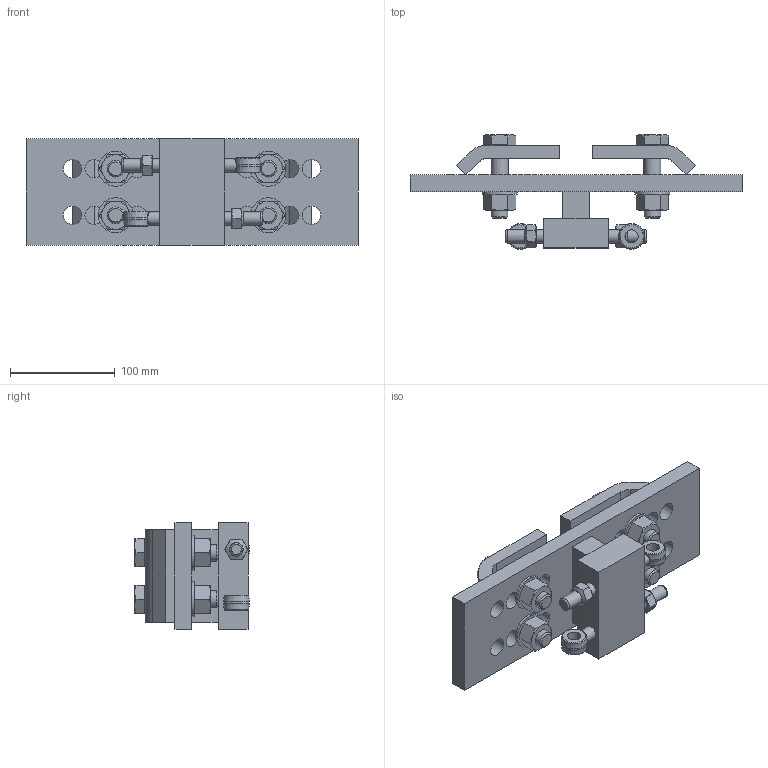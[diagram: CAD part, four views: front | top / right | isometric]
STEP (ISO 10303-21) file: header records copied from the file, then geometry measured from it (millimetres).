
FILE_DESCRIPTION((''),'2;1');
FILE_NAME('27072 PARALLEL RIGID MOUNT HANGER FOR BEAMS 4 TO 8.stp','2013-05-23T07:07:46',('jholman'),(''),'Autodesk Inventor 2011','Autodesk Inventor 2011','');
FILE_SCHEMA(('AUTOMOTIVE_DESIGN { 1 0 10303 214 1 1 1 1 }'));
Length unit declared in the file: inch
Products named in the file (8): 27072; 78281; 3D11H7F4B; Heavy Hex Structural Bolt - Inch 5/8-11 UNC - 2.75; Heavy Hex Nut - Inch 5/8 - 11; Plain Washer (Inch) 5/8 - narrow - Type A; 3D115FD4B; Prevailing Torque Type Hex Nut - UNC (Regular Thread - Inch)  (IFI) 1/2 - 13 Metal Type
Assembly tree (19 placements, depth 2):
  27072
    78281
    3D11H7F4B  x2
    Heavy Hex Structural Bolt - Inch 5/8-11 UNC - 2.75  x4
    Heavy Hex Nut - Inch 5/8 - 11  x4
    Plain Washer (Inch) 5/8 - narrow - Type A  x4
    3D115FD4B  x2
    Prevailing Torque Type Hex Nut - UNC (Regular Thread - Inch)  (IFI) 1/2 - 13 Metal Type  x2
Bounding box: 317.5 x 109.53 x 101.6 mm (x, y, z)
Volume: 1041444.9 mm3; surface area: 215390.2 mm2
Topology: 19 solids, 19 shells, 460 faces, 1066 edges, 594 vertices
Faces by surface type: plane 134, cone 110, bspline 100, cylinder 70, sphere 24, torus 22
Full cylindrical faces by diameter (mm): 10.592 x2, 12.7 x4, 13.386 x4, 14.288 x2, 15.875 x4, 16.307 x4, 16.662 x4, 17.463 x16, 18.256 x4, 24.289 x4, 33.325 x4
Entity records: 7036 total; most frequent: CARTESIAN_POINT 2723, DIRECTION 822, ORIENTED_EDGE 782, EDGE_CURVE 391, AXIS2_PLACEMENT_3D 368, EDGE_LOOP 290, VERTEX_POINT 251, FACE_OUTER_BOUND 198
